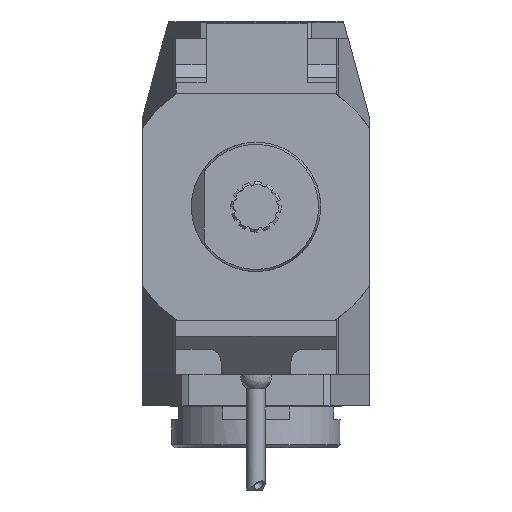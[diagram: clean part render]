
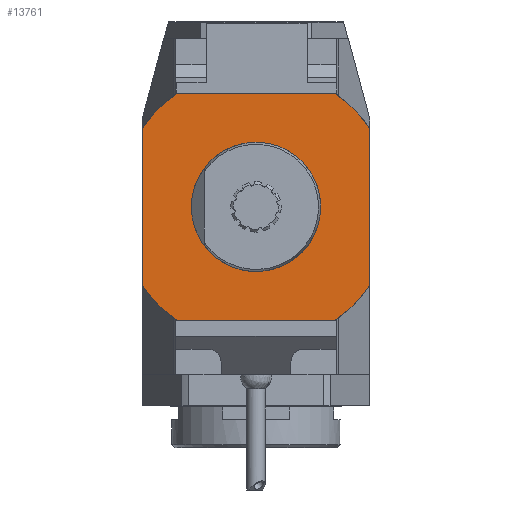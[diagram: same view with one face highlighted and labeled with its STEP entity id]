
A CAD part, front view. The second image highlights one B-rep face of the part: STEP entity #13761.
In plain terms, the highlighted planar face has unit normal (0, -1, 0).
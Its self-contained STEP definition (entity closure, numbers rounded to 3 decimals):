
#399 = EDGE_CURVE ( 'NONE', #14968, #14968, #16496, .T. ) ;
#1039 = DIRECTION ( 'NONE',  ( 1., 0., 0. ) ) ;
#1117 = EDGE_CURVE ( 'NONE', #16969, #12807, #21815, .T. ) ;
#1152 = DIRECTION ( 'NONE',  ( 0., -1., 0. ) ) ;
#1318 = LINE ( 'NONE', #8942, #24428 ) ;
#1386 = CARTESIAN_POINT ( 'NONE',  ( -30.434, -110., -44. ) ) ;
#1688 = CARTESIAN_POINT ( 'NONE',  ( 0., -110., -27.15 ) ) ;
#1739 = CIRCLE ( 'NONE', #3744, 53.5 ) ;
#3182 = CARTESIAN_POINT ( 'NONE',  ( 44., -110., -30.434 ) ) ;
#3695 = ORIENTED_EDGE ( 'NONE', *, *, #1117, .T. ) ;
#3744 = AXIS2_PLACEMENT_3D ( 'NONE', #5111, #12794, #5221 ) ;
#4324 = EDGE_CURVE ( 'NONE', #7668, #21431, #1739, .T. ) ;
#5111 = CARTESIAN_POINT ( 'NONE',  ( 0., -110., 0. ) ) ;
#5221 = DIRECTION ( 'NONE',  ( 0., 0., -1. ) ) ;
#5922 = ORIENTED_EDGE ( 'NONE', *, *, #15980, .T. ) ;
#7645 = DIRECTION ( 'NONE',  ( 0., 1., 0. ) ) ;
#7668 = VERTEX_POINT ( 'NONE', #19256 ) ;
#7832 = VERTEX_POINT ( 'NONE', #14575 ) ;
#8056 = VECTOR ( 'NONE', #1039, 1000. ) ;
#8831 = AXIS2_PLACEMENT_3D ( 'NONE', #20136, #10584, #24034 ) ;
#8942 = CARTESIAN_POINT ( 'NONE',  ( -44., -110., 0. ) ) ;
#9411 = DIRECTION ( 'NONE',  ( 0., 0., 1. ) ) ;
#10013 = ORIENTED_EDGE ( 'NONE', *, *, #12464, .T. ) ;
#10563 = LINE ( 'NONE', #10958, #12342 ) ;
#10584 = DIRECTION ( 'NONE',  ( 0., -1., 0. ) ) ;
#10703 = DIRECTION ( 'NONE',  ( 0., 0., -1. ) ) ;
#10958 = CARTESIAN_POINT ( 'NONE',  ( 44., -110., 0. ) ) ;
#11150 = EDGE_CURVE ( 'NONE', #12807, #17589, #21956, .T. ) ;
#11364 = DIRECTION ( 'NONE',  ( 0., -1., 0. ) ) ;
#11368 = AXIS2_PLACEMENT_3D ( 'NONE', #15288, #11364, #23072 ) ;
#11424 = CARTESIAN_POINT ( 'NONE',  ( 0., -110., 0. ) ) ;
#11544 = DIRECTION ( 'NONE',  ( 0., -1., 0. ) ) ;
#12131 = CARTESIAN_POINT ( 'NONE',  ( 30.434, -110., -44. ) ) ;
#12342 = VECTOR ( 'NONE', #10703, 1000. ) ;
#12464 = EDGE_CURVE ( 'NONE', #17589, #20568, #22755, .T. ) ;
#12767 = CARTESIAN_POINT ( 'NONE',  ( 0., -110., 0. ) ) ;
#12794 = DIRECTION ( 'NONE',  ( 0., -1., 0. ) ) ;
#12807 = VERTEX_POINT ( 'NONE', #1386 ) ;
#12830 = ORIENTED_EDGE ( 'NONE', *, *, #4324, .T. ) ;
#13042 = LINE ( 'NONE', #22719, #22435 ) ;
#13248 = CARTESIAN_POINT ( 'NONE',  ( -44., -110., 30.434 ) ) ;
#13478 = VERTEX_POINT ( 'NONE', #21599 ) ;
#13761 = ADVANCED_FACE ( 'Defeature completata1_248', ( #17135, #24946 ), #24833, .F. ) ;
#14575 = CARTESIAN_POINT ( 'NONE',  ( 30.434, -110., 44. ) ) ;
#14834 = DIRECTION ( 'NONE',  ( 0., 0., -1. ) ) ;
#14968 = VERTEX_POINT ( 'NONE', #22641 ) ;
#15288 = CARTESIAN_POINT ( 'NONE',  ( 0., -110., 0. ) ) ;
#15682 = ORIENTED_EDGE ( 'NONE', *, *, #11150, .T. ) ;
#15882 = EDGE_CURVE ( 'NONE', #13478, #7832, #22823, .T. ) ;
#15980 = EDGE_CURVE ( 'NONE', #21431, #16969, #1318, .T. ) ;
#16072 = ORIENTED_EDGE ( 'NONE', *, *, #17348, .F. ) ;
#16117 = EDGE_LOOP ( 'NONE', ( #18638 ) ) ;
#16292 = EDGE_LOOP ( 'NONE', ( #21899, #12830, #5922, #3695, #15682, #10013, #16072, #17118 ) ) ;
#16496 = CIRCLE ( 'NONE', #8831, 24.656 ) ;
#16969 = VERTEX_POINT ( 'NONE', #23829 ) ;
#17118 = ORIENTED_EDGE ( 'NONE', *, *, #15882, .T. ) ;
#17135 = FACE_OUTER_BOUND ( 'NONE', #16292, .T. ) ;
#17348 = EDGE_CURVE ( 'NONE', #13478, #20568, #10563, .T. ) ;
#17589 = VERTEX_POINT ( 'NONE', #12131 ) ;
#18151 = CARTESIAN_POINT ( 'NONE',  ( 0., -110., -44. ) ) ;
#18638 = ORIENTED_EDGE ( 'NONE', *, *, #399, .F. ) ;
#18929 = DIRECTION ( 'NONE',  ( 1., 0., 0. ) ) ;
#19215 = DIRECTION ( 'NONE',  ( 0., 0., -1. ) ) ;
#19256 = CARTESIAN_POINT ( 'NONE',  ( -30.434, -110., 44. ) ) ;
#20136 = CARTESIAN_POINT ( 'NONE',  ( 0., -110., 0. ) ) ;
#20384 = AXIS2_PLACEMENT_3D ( 'NONE', #11424, #11544, #19215 ) ;
#20568 = VERTEX_POINT ( 'NONE', #3182 ) ;
#20730 = AXIS2_PLACEMENT_3D ( 'NONE', #1688, #7645, #9411 ) ;
#20999 = AXIS2_PLACEMENT_3D ( 'NONE', #12767, #1152, #22321 ) ;
#21431 = VERTEX_POINT ( 'NONE', #13248 ) ;
#21599 = CARTESIAN_POINT ( 'NONE',  ( 44., -110., 30.434 ) ) ;
#21815 = CIRCLE ( 'NONE', #20999, 53.5 ) ;
#21899 = ORIENTED_EDGE ( 'NONE', *, *, #22712, .F. ) ;
#21956 = LINE ( 'NONE', #18151, #8056 ) ;
#22321 = DIRECTION ( 'NONE',  ( 0., 0., -1. ) ) ;
#22435 = VECTOR ( 'NONE', #18929, 1000. ) ;
#22641 = CARTESIAN_POINT ( 'NONE',  ( 0., -110., 24.656 ) ) ;
#22712 = EDGE_CURVE ( 'NONE', #7668, #7832, #13042, .T. ) ;
#22719 = CARTESIAN_POINT ( 'NONE',  ( 0., -110., 44. ) ) ;
#22755 = CIRCLE ( 'NONE', #11368, 53.5 ) ;
#22823 = CIRCLE ( 'NONE', #20384, 53.5 ) ;
#23072 = DIRECTION ( 'NONE',  ( 0., 0., -1. ) ) ;
#23829 = CARTESIAN_POINT ( 'NONE',  ( -44., -110., -30.434 ) ) ;
#24034 = DIRECTION ( 'NONE',  ( 0., 0., 1. ) ) ;
#24428 = VECTOR ( 'NONE', #14834, 1000. ) ;
#24833 = PLANE ( 'NONE',  #20730 ) ;
#24946 = FACE_BOUND ( 'NONE', #16117, .T. ) ;
